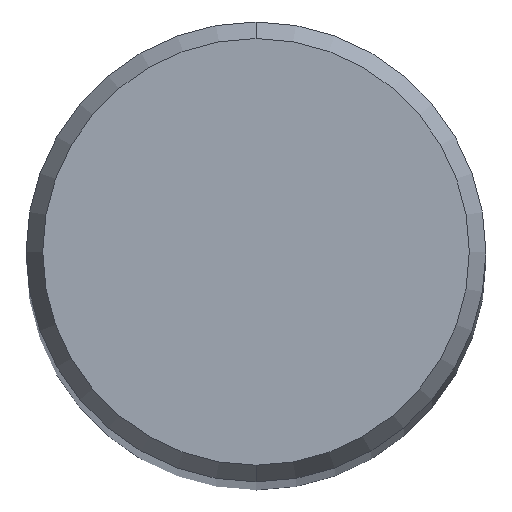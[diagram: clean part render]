
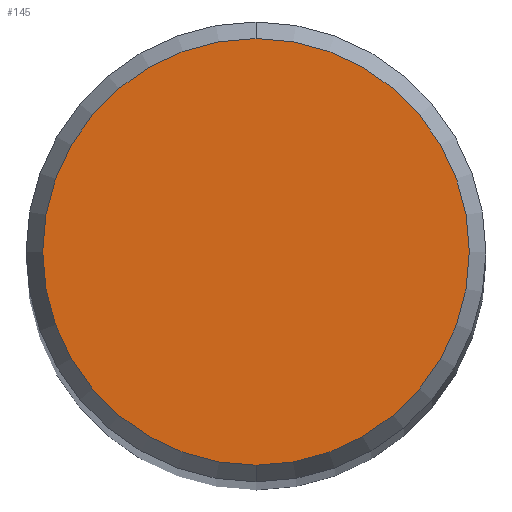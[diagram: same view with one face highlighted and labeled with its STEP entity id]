
A CAD part, top view. The second image highlights one B-rep face of the part: STEP entity #145.
In plain terms, the highlighted planar face has unit normal (0, 0, 1).
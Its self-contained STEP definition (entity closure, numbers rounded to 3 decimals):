
#141=VERTEX_POINT('',#282);
#145=ADVANCED_FACE('',(#286),#287,.T.);
#165=EDGE_CURVE('',#187,#141,#309,.T.);
#175=EDGE_CURVE('',#141,#187,#320,.T.);
#187=VERTEX_POINT('',#333);
#282=CARTESIAN_POINT('',(0.0,2.946,0.0));
#286=FACE_OUTER_BOUND('',#444,.T.);
#287=PLANE('',#445);
#309=CIRCLE('',#473,2.946);
#320=CIRCLE('',#488,2.946);
#333=CARTESIAN_POINT('',(0.,-2.946,0.0));
#444=EDGE_LOOP('',(#620,#621));
#445=AXIS2_PLACEMENT_3D('',#622,#623,#624);
#473=AXIS2_PLACEMENT_3D('',#646,#647,#648);
#488=AXIS2_PLACEMENT_3D('',#661,#662,#663);
#620=ORIENTED_EDGE('',*,*,#175,.F.);
#621=ORIENTED_EDGE('',*,*,#165,.F.);
#622=CARTESIAN_POINT('',(0.0,1.473,0.0));
#623=DIRECTION('',(-0.0,0.0,1.0));
#624=DIRECTION('',(0.0,-1.0,0.0));
#646=CARTESIAN_POINT('',(0.0,0.0,0.0));
#647=DIRECTION('',(0.0,0.0,-1.0));
#648=DIRECTION('',(0.0,1.0,0.0));
#661=CARTESIAN_POINT('',(0.0,0.0,0.0));
#662=DIRECTION('',(0.0,0.0,-1.0));
#663=DIRECTION('',(0.0,1.0,0.0));
